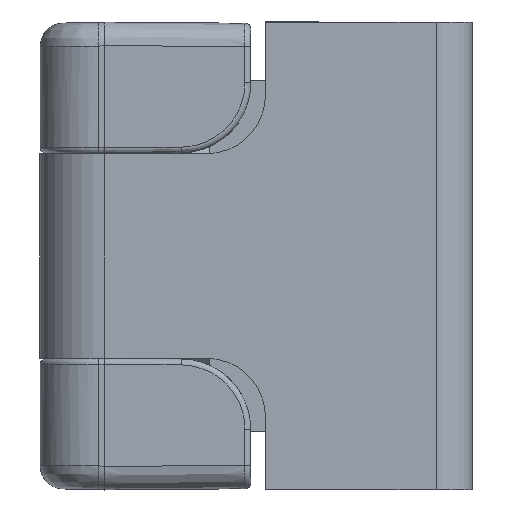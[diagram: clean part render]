
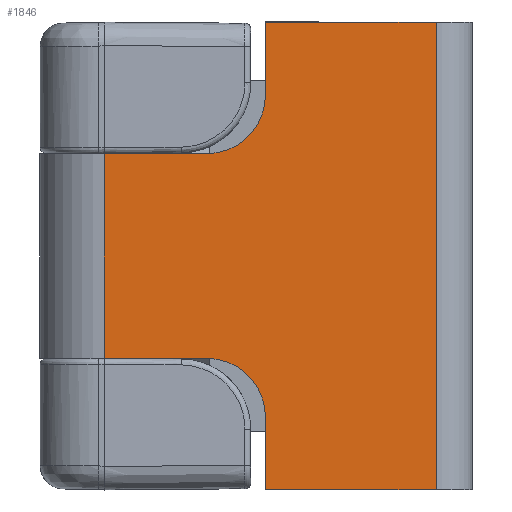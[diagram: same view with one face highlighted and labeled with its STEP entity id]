
A CAD part, left-side view. The second image highlights one B-rep face of the part: STEP entity #1846.
In plain terms, the highlighted planar face has unit normal (-1, 0, 0).
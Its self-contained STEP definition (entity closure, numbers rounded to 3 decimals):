
#54 = DIRECTION ( 'NONE',  ( 1., 0., 0. ) ) ;
#110 = CARTESIAN_POINT ( 'NONE',  ( 0., 17.7, -8.75 ) ) ;
#179 = DIRECTION ( 'NONE',  ( 0., -1., 0. ) ) ;
#441 = ORIENTED_EDGE ( 'NONE', *, *, #12606, .F. ) ;
#595 = VERTEX_POINT ( 'NONE', #6238 ) ;
#819 = ORIENTED_EDGE ( 'NONE', *, *, #11052, .T. ) ;
#901 = VECTOR ( 'NONE', #1381, 1000. ) ;
#983 = CARTESIAN_POINT ( 'NONE',  ( 0., 31.45, -8.75 ) ) ;
#1271 = FACE_OUTER_BOUND ( 'NONE', #13039, .T. ) ;
#1290 = CIRCLE ( 'NONE', #9593, 5. ) ;
#1309 = CARTESIAN_POINT ( 'NONE',  ( 0., 3.1, -20. ) ) ;
#1381 = DIRECTION ( 'NONE',  ( 0., 0., 1. ) ) ;
#1665 = VECTOR ( 'NONE', #4587, 1000. ) ;
#1846 = ADVANCED_FACE ( 'NONE', ( #1271 ), #9016, .T. ) ;
#2893 = CARTESIAN_POINT ( 'NONE',  ( 0., 17.7, -20. ) ) ;
#3282 = EDGE_CURVE ( 'NONE', #11745, #13799, #1290, .T. ) ;
#3615 = EDGE_CURVE ( 'NONE', #12633, #13799, #13716, .T. ) ;
#3977 = CIRCLE ( 'NONE', #10618, 5. ) ;
#4078 = EDGE_CURVE ( 'NONE', #11745, #595, #4658, .T. ) ;
#4163 = AXIS2_PLACEMENT_3D ( 'NONE', #7903, #12569, #8042 ) ;
#4587 = DIRECTION ( 'NONE',  ( 0., 0., -1. ) ) ;
#4658 = LINE ( 'NONE', #6661, #8396 ) ;
#4670 = CARTESIAN_POINT ( 'NONE',  ( 0., 22.7, 13.75 ) ) ;
#4692 = EDGE_CURVE ( 'NONE', #14104, #12698, #10239, .T. ) ;
#5076 = DIRECTION ( 'NONE',  ( 0., 1., 0. ) ) ;
#5236 = VECTOR ( 'NONE', #11460, 1000. ) ;
#5253 = ORIENTED_EDGE ( 'NONE', *, *, #4692, .T. ) ;
#5370 = DIRECTION ( 'NONE',  ( 0., 0., -1. ) ) ;
#5819 = LINE ( 'NONE', #5888, #5236 ) ;
#5888 = CARTESIAN_POINT ( 'NONE',  ( 0., 0., -20. ) ) ;
#5923 = VECTOR ( 'NONE', #5370, 1000. ) ;
#6033 = CARTESIAN_POINT ( 'NONE',  ( 0., 31.45, 8.75 ) ) ;
#6210 = CARTESIAN_POINT ( 'NONE',  ( 0., 3.1, 20. ) ) ;
#6238 = CARTESIAN_POINT ( 'NONE',  ( 0., 17.7, 20. ) ) ;
#6661 = CARTESIAN_POINT ( 'NONE',  ( 0., 17.7, 8.75 ) ) ;
#6760 = CARTESIAN_POINT ( 'NONE',  ( 0., 37.7, -8.75 ) ) ;
#7104 = LINE ( 'NONE', #12909, #901 ) ;
#7241 = EDGE_CURVE ( 'NONE', #8188, #595, #7297, .T. ) ;
#7287 = CARTESIAN_POINT ( 'NONE',  ( 0., 17.7, 13.75 ) ) ;
#7297 = LINE ( 'NONE', #11832, #14615 ) ;
#7549 = VERTEX_POINT ( 'NONE', #2893 ) ;
#7903 = CARTESIAN_POINT ( 'NONE',  ( 0., 0., 20. ) ) ;
#7930 = DIRECTION ( 'NONE',  ( 0., 0., 1. ) ) ;
#8042 = DIRECTION ( 'NONE',  ( 0., 0., 1. ) ) ;
#8053 = EDGE_CURVE ( 'NONE', #11591, #7549, #10068, .T. ) ;
#8142 = DIRECTION ( 'NONE',  ( 1., 0., 0. ) ) ;
#8148 = CARTESIAN_POINT ( 'NONE',  ( 0., 37.7, 8.75 ) ) ;
#8183 = ORIENTED_EDGE ( 'NONE', *, *, #9690, .T. ) ;
#8188 = VERTEX_POINT ( 'NONE', #6210 ) ;
#8396 = VECTOR ( 'NONE', #7930, 1000. ) ;
#8633 = CARTESIAN_POINT ( 'NONE',  ( 0., 22.7, -8.75 ) ) ;
#8798 = CARTESIAN_POINT ( 'NONE',  ( 0., 17.7, -13.75 ) ) ;
#8968 = ORIENTED_EDGE ( 'NONE', *, *, #3282, .T. ) ;
#9016 = PLANE ( 'NONE',  #4163 ) ;
#9066 = DIRECTION ( 'NONE',  ( 0., -1., 0. ) ) ;
#9593 = AXIS2_PLACEMENT_3D ( 'NONE', #4670, #54, #12620 ) ;
#9622 = CARTESIAN_POINT ( 'NONE',  ( 0., 22.7, 8.75 ) ) ;
#9690 = EDGE_CURVE ( 'NONE', #12633, #14104, #14286, .T. ) ;
#10068 = LINE ( 'NONE', #110, #1665 ) ;
#10194 = VERTEX_POINT ( 'NONE', #1309 ) ;
#10239 = LINE ( 'NONE', #6760, #13812 ) ;
#10500 = DIRECTION ( 'NONE',  ( 0., 0., 1. ) ) ;
#10618 = AXIS2_PLACEMENT_3D ( 'NONE', #12596, #8142, #10500 ) ;
#11052 = EDGE_CURVE ( 'NONE', #10194, #8188, #7104, .T. ) ;
#11094 = ORIENTED_EDGE ( 'NONE', *, *, #7241, .T. ) ;
#11460 = DIRECTION ( 'NONE',  ( 0., 1., 0. ) ) ;
#11474 = EDGE_CURVE ( 'NONE', #12698, #11591, #3977, .T. ) ;
#11591 = VERTEX_POINT ( 'NONE', #8798 ) ;
#11745 = VERTEX_POINT ( 'NONE', #7287 ) ;
#11832 = CARTESIAN_POINT ( 'NONE',  ( 0., 0., 20. ) ) ;
#12301 = ORIENTED_EDGE ( 'NONE', *, *, #8053, .T. ) ;
#12524 = VECTOR ( 'NONE', #179, 1000. ) ;
#12569 = DIRECTION ( 'NONE',  ( -1., 0., 0. ) ) ;
#12596 = CARTESIAN_POINT ( 'NONE',  ( 0., 22.7, -13.75 ) ) ;
#12606 = EDGE_CURVE ( 'NONE', #10194, #7549, #5819, .T. ) ;
#12620 = DIRECTION ( 'NONE',  ( 0., 0., 1. ) ) ;
#12633 = VERTEX_POINT ( 'NONE', #6033 ) ;
#12698 = VERTEX_POINT ( 'NONE', #8633 ) ;
#12909 = CARTESIAN_POINT ( 'NONE',  ( 0., 3.1, 20. ) ) ;
#13039 = EDGE_LOOP ( 'NONE', ( #8183, #5253, #13077, #12301, #441, #819, #11094, #14206, #8968, #14142 ) ) ;
#13077 = ORIENTED_EDGE ( 'NONE', *, *, #11474, .T. ) ;
#13179 = CARTESIAN_POINT ( 'NONE',  ( 0., 31.45, 20. ) ) ;
#13716 = LINE ( 'NONE', #8148, #12524 ) ;
#13799 = VERTEX_POINT ( 'NONE', #9622 ) ;
#13812 = VECTOR ( 'NONE', #9066, 1000. ) ;
#14104 = VERTEX_POINT ( 'NONE', #983 ) ;
#14142 = ORIENTED_EDGE ( 'NONE', *, *, #3615, .F. ) ;
#14206 = ORIENTED_EDGE ( 'NONE', *, *, #4078, .F. ) ;
#14286 = LINE ( 'NONE', #13179, #5923 ) ;
#14615 = VECTOR ( 'NONE', #5076, 1000. ) ;
